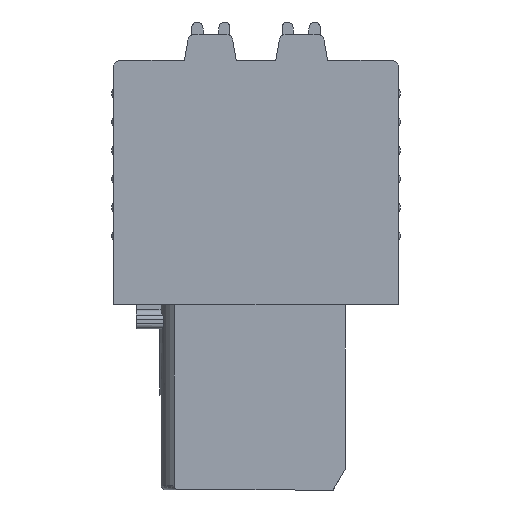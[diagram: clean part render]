
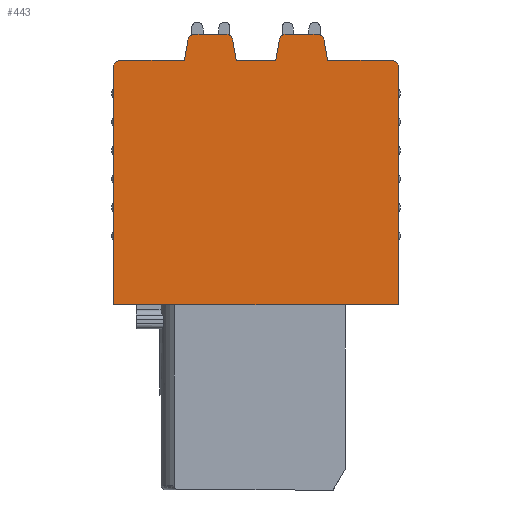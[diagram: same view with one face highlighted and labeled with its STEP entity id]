
A CAD part, left-side view. The second image highlights one B-rep face of the part: STEP entity #443.
In plain terms, the highlighted planar face has unit normal (-1, 0, 0).
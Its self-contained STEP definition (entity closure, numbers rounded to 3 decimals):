
#179 = EDGE_CURVE('',#180,#182,#184,.T.);
#180 = VERTEX_POINT('',#181);
#181 = CARTESIAN_POINT('',(-4.09,6.,7.8));
#182 = VERTEX_POINT('',#183);
#183 = CARTESIAN_POINT('',(-4.09,-6.,7.8));
#184 = LINE('',#185,#186);
#185 = CARTESIAN_POINT('',(-4.09,6.,7.8));
#186 = VECTOR('',#187,1.);
#187 = DIRECTION('',(0.,-1.,0.));
#443 = ADVANCED_FACE('',(#444),#587,.T.);
#444 = FACE_BOUND('',#445,.F.);
#445 = EDGE_LOOP('',(#446,#447,#455,#464,#472,#480,#489,#497,#506,#514,
    #522,#530,#539,#547,#556,#564,#572,#581));
#446 = ORIENTED_EDGE('',*,*,#179,.F.);
#447 = ORIENTED_EDGE('',*,*,#448,.F.);
#448 = EDGE_CURVE('',#449,#180,#451,.T.);
#449 = VERTEX_POINT('',#450);
#450 = CARTESIAN_POINT('',(-4.09,6.,17.8));
#451 = LINE('',#452,#453);
#452 = CARTESIAN_POINT('',(-4.09,6.,17.8));
#453 = VECTOR('',#454,1.);
#454 = DIRECTION('',(0.,0.,-1.));
#455 = ORIENTED_EDGE('',*,*,#456,.F.);
#456 = EDGE_CURVE('',#457,#449,#459,.T.);
#457 = VERTEX_POINT('',#458);
#458 = CARTESIAN_POINT('',(-4.09,5.7,18.1));
#459 = CIRCLE('',#460,0.3);
#460 = AXIS2_PLACEMENT_3D('',#461,#462,#463);
#461 = CARTESIAN_POINT('',(-4.09,5.7,17.8));
#462 = DIRECTION('',(-1.,0.,0.));
#463 = DIRECTION('',(0.,0.,1.));
#464 = ORIENTED_EDGE('',*,*,#465,.F.);
#465 = EDGE_CURVE('',#466,#457,#468,.T.);
#466 = VERTEX_POINT('',#467);
#467 = CARTESIAN_POINT('',(-4.09,3.019,18.1));
#468 = LINE('',#469,#470);
#469 = CARTESIAN_POINT('',(-4.09,3.019,18.1));
#470 = VECTOR('',#471,1.);
#471 = DIRECTION('',(0.,1.,0.));
#472 = ORIENTED_EDGE('',*,*,#473,.F.);
#473 = EDGE_CURVE('',#474,#466,#476,.T.);
#474 = VERTEX_POINT('',#475);
#475 = CARTESIAN_POINT('',(-4.09,2.869,18.952));
#476 = LINE('',#477,#478);
#477 = CARTESIAN_POINT('',(-4.09,2.869,18.952));
#478 = VECTOR('',#479,1.);
#479 = DIRECTION('',(0.,0.174,-0.985));
#480 = ORIENTED_EDGE('',*,*,#481,.F.);
#481 = EDGE_CURVE('',#482,#474,#484,.T.);
#482 = VERTEX_POINT('',#483);
#483 = CARTESIAN_POINT('',(-4.09,2.573,19.2));
#484 = CIRCLE('',#485,0.3);
#485 = AXIS2_PLACEMENT_3D('',#486,#487,#488);
#486 = CARTESIAN_POINT('',(-4.09,2.573,18.9));
#487 = DIRECTION('',(-1.,0.,0.));
#488 = DIRECTION('',(0.,0.,1.));
#489 = ORIENTED_EDGE('',*,*,#490,.F.);
#490 = EDGE_CURVE('',#491,#482,#493,.T.);
#491 = VERTEX_POINT('',#492);
#492 = CARTESIAN_POINT('',(-4.09,1.277,19.2));
#493 = LINE('',#494,#495);
#494 = CARTESIAN_POINT('',(-4.09,1.277,19.2));
#495 = VECTOR('',#496,1.);
#496 = DIRECTION('',(0.,1.,0.));
#497 = ORIENTED_EDGE('',*,*,#498,.F.);
#498 = EDGE_CURVE('',#499,#491,#501,.T.);
#499 = VERTEX_POINT('',#500);
#500 = CARTESIAN_POINT('',(-4.09,0.981,18.952));
#501 = CIRCLE('',#502,0.3);
#502 = AXIS2_PLACEMENT_3D('',#503,#504,#505);
#503 = CARTESIAN_POINT('',(-4.09,1.277,18.9));
#504 = DIRECTION('',(-1.,0.,0.));
#505 = DIRECTION('',(0.,-0.985,0.174)
  );
#506 = ORIENTED_EDGE('',*,*,#507,.F.);
#507 = EDGE_CURVE('',#508,#499,#510,.T.);
#508 = VERTEX_POINT('',#509);
#509 = CARTESIAN_POINT('',(-4.09,0.831,18.1));
#510 = LINE('',#511,#512);
#511 = CARTESIAN_POINT('',(-4.09,0.831,18.1));
#512 = VECTOR('',#513,1.);
#513 = DIRECTION('',(0.,0.174,0.985));
#514 = ORIENTED_EDGE('',*,*,#515,.F.);
#515 = EDGE_CURVE('',#516,#508,#518,.T.);
#516 = VERTEX_POINT('',#517);
#517 = CARTESIAN_POINT('',(-4.09,-0.831,18.1));
#518 = LINE('',#519,#520);
#519 = CARTESIAN_POINT('',(-4.09,-0.831,18.1));
#520 = VECTOR('',#521,1.);
#521 = DIRECTION('',(0.,1.,0.));
#522 = ORIENTED_EDGE('',*,*,#523,.F.);
#523 = EDGE_CURVE('',#524,#516,#526,.T.);
#524 = VERTEX_POINT('',#525);
#525 = CARTESIAN_POINT('',(-4.09,-0.981,18.952));
#526 = LINE('',#527,#528);
#527 = CARTESIAN_POINT('',(-4.09,-0.981,18.952));
#528 = VECTOR('',#529,1.);
#529 = DIRECTION('',(0.,0.174,-0.985));
#530 = ORIENTED_EDGE('',*,*,#531,.F.);
#531 = EDGE_CURVE('',#532,#524,#534,.T.);
#532 = VERTEX_POINT('',#533);
#533 = CARTESIAN_POINT('',(-4.09,-1.277,19.2));
#534 = CIRCLE('',#535,0.3);
#535 = AXIS2_PLACEMENT_3D('',#536,#537,#538);
#536 = CARTESIAN_POINT('',(-4.09,-1.277,18.9));
#537 = DIRECTION('',(-1.,0.,0.));
#538 = DIRECTION('',(0.,0.,1.));
#539 = ORIENTED_EDGE('',*,*,#540,.F.);
#540 = EDGE_CURVE('',#541,#532,#543,.T.);
#541 = VERTEX_POINT('',#542);
#542 = CARTESIAN_POINT('',(-4.09,-2.573,19.2));
#543 = LINE('',#544,#545);
#544 = CARTESIAN_POINT('',(-4.09,-2.573,19.2));
#545 = VECTOR('',#546,1.);
#546 = DIRECTION('',(0.,1.,0.));
#547 = ORIENTED_EDGE('',*,*,#548,.F.);
#548 = EDGE_CURVE('',#549,#541,#551,.T.);
#549 = VERTEX_POINT('',#550);
#550 = CARTESIAN_POINT('',(-4.09,-2.869,18.952));
#551 = CIRCLE('',#552,0.3);
#552 = AXIS2_PLACEMENT_3D('',#553,#554,#555);
#553 = CARTESIAN_POINT('',(-4.09,-2.573,18.9));
#554 = DIRECTION('',(-1.,0.,0.));
#555 = DIRECTION('',(0.,-0.985,0.174)
  );
#556 = ORIENTED_EDGE('',*,*,#557,.F.);
#557 = EDGE_CURVE('',#558,#549,#560,.T.);
#558 = VERTEX_POINT('',#559);
#559 = CARTESIAN_POINT('',(-4.09,-3.019,18.1));
#560 = LINE('',#561,#562);
#561 = CARTESIAN_POINT('',(-4.09,-3.019,18.1));
#562 = VECTOR('',#563,1.);
#563 = DIRECTION('',(0.,0.174,0.985));
#564 = ORIENTED_EDGE('',*,*,#565,.F.);
#565 = EDGE_CURVE('',#566,#558,#568,.T.);
#566 = VERTEX_POINT('',#567);
#567 = CARTESIAN_POINT('',(-4.09,-5.7,18.1));
#568 = LINE('',#569,#570);
#569 = CARTESIAN_POINT('',(-4.09,-5.7,18.1));
#570 = VECTOR('',#571,1.);
#571 = DIRECTION('',(0.,1.,0.));
#572 = ORIENTED_EDGE('',*,*,#573,.F.);
#573 = EDGE_CURVE('',#574,#566,#576,.T.);
#574 = VERTEX_POINT('',#575);
#575 = CARTESIAN_POINT('',(-4.09,-6.,17.8));
#576 = CIRCLE('',#577,0.3);
#577 = AXIS2_PLACEMENT_3D('',#578,#579,#580);
#578 = CARTESIAN_POINT('',(-4.09,-5.7,17.8));
#579 = DIRECTION('',(-1.,0.,0.));
#580 = DIRECTION('',(0.,-1.,0.));
#581 = ORIENTED_EDGE('',*,*,#582,.F.);
#582 = EDGE_CURVE('',#182,#574,#583,.T.);
#583 = LINE('',#584,#585);
#584 = CARTESIAN_POINT('',(-4.09,-6.,7.8));
#585 = VECTOR('',#586,1.);
#586 = DIRECTION('',(0.,0.,1.));
#587 = PLANE('',#588);
#588 = AXIS2_PLACEMENT_3D('',#589,#590,#591);
#589 = CARTESIAN_POINT('',(-4.09,6.,18.1));
#590 = DIRECTION('',(-1.,0.,0.));
#591 = DIRECTION('',(0.,-1.,0.));
